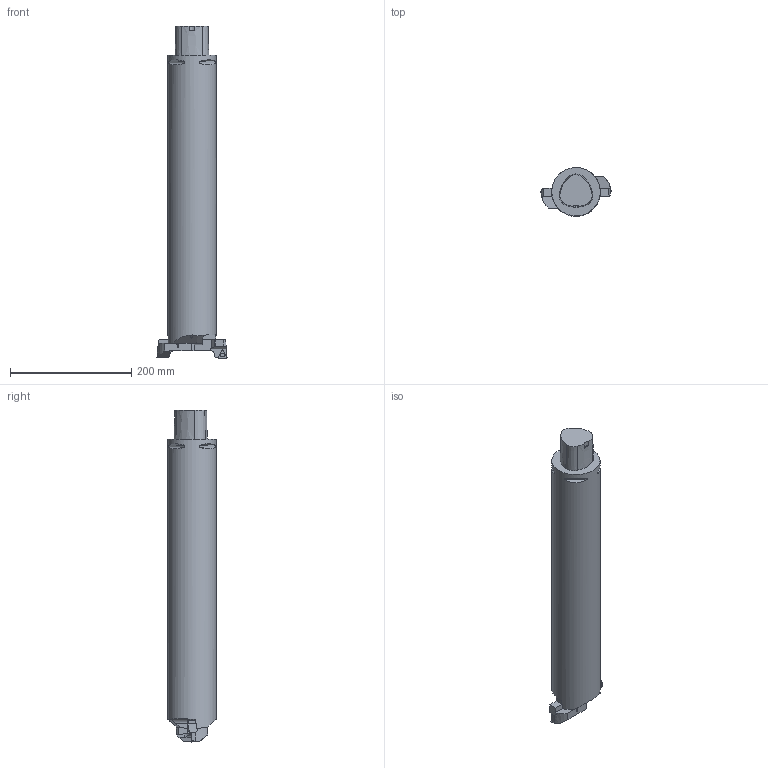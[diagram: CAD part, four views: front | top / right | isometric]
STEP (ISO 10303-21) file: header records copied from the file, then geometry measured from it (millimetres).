
FILE_DESCRIPTION(/* description */ (''),/* implementation_level */ '2;1');
FILE_NAME(/* name */ '1548247165703.stp',/* time_stamp */ '2019-01-23T13:39:43+01:00',/* author */ (''),/* organization */ ('SMS'),/* preprocessor_version */ 'ST-DEVELOPER v15',/* originating_system */ 'SIEMENS PLM Software NX 8.5',/* authorisation */ '');
FILE_SCHEMA (('AUTOMOTIVE_DESIGN { 1 0 10303 214 3 1 1 1 }'));
Length unit declared in the file: millimetre
Products named in the file (10): ASSEMBLY_CONSTRUCTION; 202025102mod000_00; IsoTurningInsert; 202025053mod000_00; 201110114mod000_00; 202025139mod000_00; 202025138mod000_00; 202025145mod000_00
Assembly tree (10 placements, depth 3):
  202025145mod000_00
    202025138mod000_00
      202025053mod000_00
      IsoTurningInsert
      ASSEMBLY_CONSTRUCTION
    202025139mod000_00
      202025102mod000_00
      IsoTurningInsert
      ASSEMBLY_CONSTRUCTION
    201110114mod000_00
    ASSEMBLY_CONSTRUCTION
Bounding box: 115.98 x 79.99 x 548 mm (x, y, z)
Volume: 2519965 mm3; surface area: 152654.7 mm2
Topology: 5 solids, 6 shells, 204 faces, 519 edges, 362 vertices
Faces by surface type: plane 137, cylinder 26, cone 17, extrusion 16, torus 8
Full cylindrical faces by diameter (mm): 4.4 x4, 80 x1
Entity records: 6663 total; most frequent: CARTESIAN_POINT 1765, ORIENTED_EDGE 936, DIRECTION 902, EDGE_CURVE 468, VERTEX_POINT 316, AXIS2_PLACEMENT_3D 303, VECTOR 296, LINE 280
